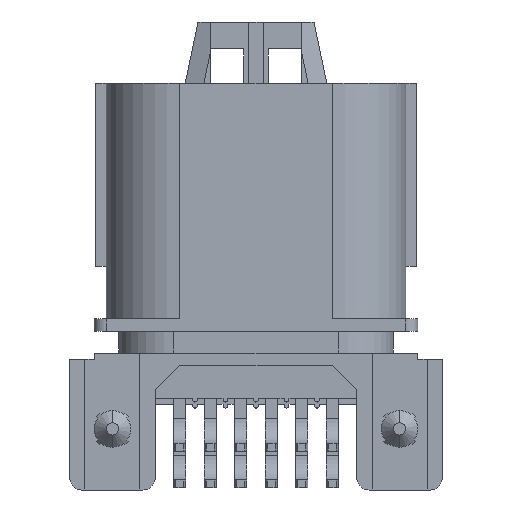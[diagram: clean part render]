
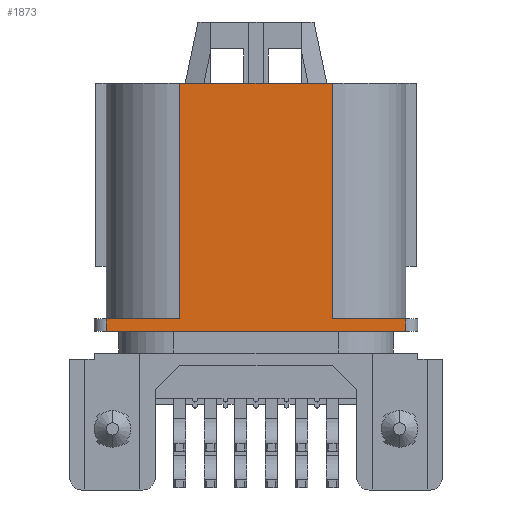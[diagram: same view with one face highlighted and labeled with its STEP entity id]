
A CAD part, front view. The second image highlights one B-rep face of the part: STEP entity #1873.
In plain terms, the highlighted planar face has unit normal (0, -1, 0).
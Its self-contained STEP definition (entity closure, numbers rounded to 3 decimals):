
#1858 = EDGE_CURVE ( 'NONE', #1884, #1885, #7419, .T. ) ;
#1859 = ORIENTED_EDGE ( 'NONE', *, *, #1860, .F. ) ;
#1860 = EDGE_CURVE ( 'NONE', #1861, #1885, #7530, .T. ) ;
#1861 = VERTEX_POINT ( 'NONE', #7463 ) ;
#1862 = ORIENTED_EDGE ( 'NONE', *, *, #1863, .T. ) ;
#1863 = EDGE_CURVE ( 'NONE', #1861, #1864, #7468, .T. ) ;
#1864 = VERTEX_POINT ( 'NONE', #7431 ) ;
#1865 = ORIENTED_EDGE ( 'NONE', *, *, #1866, .F. ) ;
#1866 = EDGE_CURVE ( 'NONE', #1867, #1864, #7437, .T. ) ;
#1867 = VERTEX_POINT ( 'NONE', #7536 ) ;
#1868 = ORIENTED_EDGE ( 'NONE', *, *, #1869, .F. ) ;
#1869 = EDGE_CURVE ( 'NONE', #1878, #1867, #7535, .T. ) ;
#1873 = ADVANCED_FACE ( 'NONE', ( #7482 ), #7495, .T. ) ;
#1874 = EDGE_LOOP ( 'NONE', ( #1875, #1879, #1882, #1947, #1859, #1862, #1865, #1868 ) ) ;
#1875 = ORIENTED_EDGE ( 'NONE', *, *, #1876, .F. ) ;
#1876 = EDGE_CURVE ( 'NONE', #1877, #1878, #7470, .T. ) ;
#1877 = VERTEX_POINT ( 'NONE', #7460 ) ;
#1878 = VERTEX_POINT ( 'NONE', #7459 ) ;
#1879 = ORIENTED_EDGE ( 'NONE', *, *, #1880, .T. ) ;
#1880 = EDGE_CURVE ( 'NONE', #1877, #1881, #7512, .T. ) ;
#1881 = VERTEX_POINT ( 'NONE', #7481 ) ;
#1882 = ORIENTED_EDGE ( 'NONE', *, *, #1883, .F. ) ;
#1883 = EDGE_CURVE ( 'NONE', #1884, #1881, #7480, .T. ) ;
#1884 = VERTEX_POINT ( 'NONE', #7391 ) ;
#1885 = VERTEX_POINT ( 'NONE', #7390 ) ;
#1947 = ORIENTED_EDGE ( 'NONE', *, *, #1858, .T. ) ;
#7390 = CARTESIAN_POINT ( 'NONE',  ( 12.25, -8.2, -19.3 ) ) ;
#7391 = CARTESIAN_POINT ( 'NONE',  ( 12.25, -8.2, -20.3 ) ) ;
#7392 = DIRECTION ( 'NONE',  ( -1., 0., 0. ) ) ;
#7393 = VECTOR ( 'NONE', #7392, 1000. ) ;
#7419 = LINE ( 'NONE', #7533, #7532 ) ;
#7431 = CARTESIAN_POINT ( 'NONE',  ( 6.25, -8.2, 0. ) ) ;
#7432 = DIRECTION ( 'NONE',  ( 0., 0., 1. ) ) ;
#7433 = VECTOR ( 'NONE', #7432, 1000. ) ;
#7434 = DIRECTION ( 'NONE',  ( 1., 0., 0. ) ) ;
#7435 = VECTOR ( 'NONE', #7434, 1000. ) ;
#7436 = CARTESIAN_POINT ( 'NONE',  ( -13.25, -8.2, 0. ) ) ;
#7437 = LINE ( 'NONE', #7436, #7435 ) ;
#7459 = CARTESIAN_POINT ( 'NONE',  ( -6.25, -8.2, -19.3 ) ) ;
#7460 = CARTESIAN_POINT ( 'NONE',  ( -12.25, -8.2, -19.3 ) ) ;
#7461 = DIRECTION ( 'NONE',  ( 1., 0., 0. ) ) ;
#7462 = VECTOR ( 'NONE', #7461, 1000. ) ;
#7463 = CARTESIAN_POINT ( 'NONE',  ( 6.25, -8.2, -19.3 ) ) ;
#7464 = DIRECTION ( 'NONE',  ( 1., 0., 0. ) ) ;
#7465 = VECTOR ( 'NONE', #7464, 1000. ) ;
#7466 = CARTESIAN_POINT ( 'NONE',  ( 6.25, -8.2, -19.3 ) ) ;
#7467 = CARTESIAN_POINT ( 'NONE',  ( 6.25, -8.2, -19.1 ) ) ;
#7468 = LINE ( 'NONE', #7467, #7433 ) ;
#7469 = CARTESIAN_POINT ( 'NONE',  ( -13.25, -8.2, -19.3 ) ) ;
#7470 = LINE ( 'NONE', #7469, #7462 ) ;
#7471 = DIRECTION ( 'NONE',  ( 1., 0., 0. ) ) ;
#7472 = DIRECTION ( 'NONE',  ( 0., -1., 0. ) ) ;
#7479 = CARTESIAN_POINT ( 'NONE',  ( -13.25, -8.2, -20.3 ) ) ;
#7480 = LINE ( 'NONE', #7479, #7393 ) ;
#7481 = CARTESIAN_POINT ( 'NONE',  ( -12.25, -8.2, -20.3 ) ) ;
#7482 = FACE_OUTER_BOUND ( 'NONE', #1874, .T. ) ;
#7493 = CARTESIAN_POINT ( 'NONE',  ( -13.25, -8.2, -23.1 ) ) ;
#7494 = AXIS2_PLACEMENT_3D ( 'NONE', #7493, #7472, #7471 ) ;
#7495 = PLANE ( 'NONE',  #7494 ) ;
#7500 = DIRECTION ( 'NONE',  ( 0., 0., 1. ) ) ;
#7501 = VECTOR ( 'NONE', #7500, 1000. ) ;
#7509 = DIRECTION ( 'NONE',  ( 0., 0., -1. ) ) ;
#7510 = VECTOR ( 'NONE', #7509, 1000. ) ;
#7511 = CARTESIAN_POINT ( 'NONE',  ( -12.25, -8.2, -23.1 ) ) ;
#7512 = LINE ( 'NONE', #7511, #7510 ) ;
#7530 = LINE ( 'NONE', #7466, #7465 ) ;
#7531 = DIRECTION ( 'NONE',  ( 0., 0., 1. ) ) ;
#7532 = VECTOR ( 'NONE', #7531, 1000. ) ;
#7533 = CARTESIAN_POINT ( 'NONE',  ( 12.25, -8.2, -23.1 ) ) ;
#7534 = CARTESIAN_POINT ( 'NONE',  ( -6.25, -8.2, -19.1 ) ) ;
#7535 = LINE ( 'NONE', #7534, #7501 ) ;
#7536 = CARTESIAN_POINT ( 'NONE',  ( -6.25, -8.2, 0. ) ) ;
